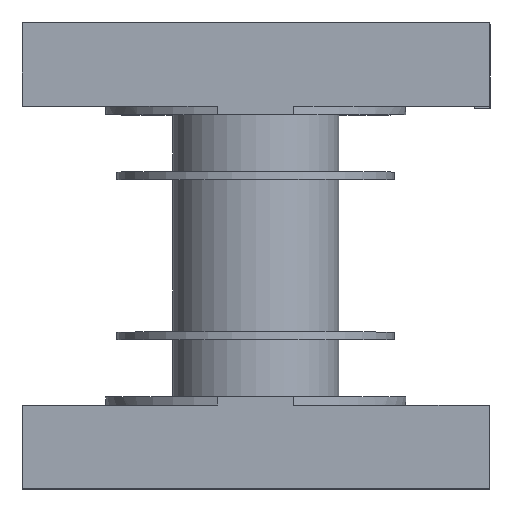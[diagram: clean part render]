
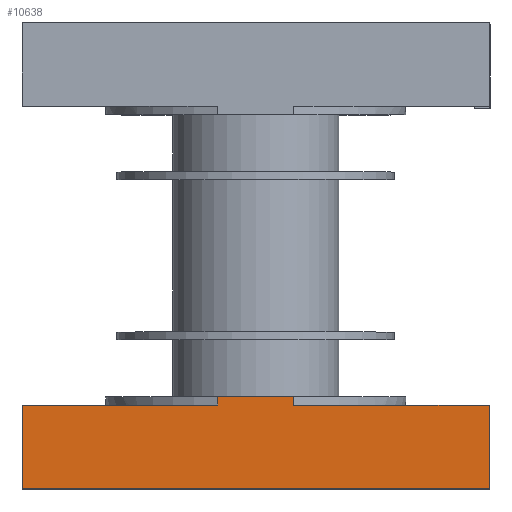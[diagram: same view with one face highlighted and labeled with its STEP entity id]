
A CAD part, top view. The second image highlights one B-rep face of the part: STEP entity #10638.
In plain terms, the highlighted planar face has unit normal (0, 0, 1).
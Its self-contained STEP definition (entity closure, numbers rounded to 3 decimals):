
#7740=CARTESIAN_POINT('',(-30.65,-19.6,39.3));
#7741=VERTEX_POINT('',#7740);
#7748=CARTESIAN_POINT('',(-15.623,-19.6,39.3));
#7749=VERTEX_POINT('',#7748);
#7750=CARTESIAN_POINT('',(-30.65,-19.6,39.3));
#7751=DIRECTION('',(1.0,0.0,0.0));
#7752=VECTOR('',#7751,15.027);
#7753=LINE('',#7750,#7752);
#7754=EDGE_CURVE('',#7741,#7749,#7753,.T.);
#8985=CARTESIAN_POINT('',(15.623,-19.6,39.3));
#8986=VERTEX_POINT('',#8985);
#9640=CARTESIAN_POINT('',(-5.,-19.6,39.3));
#9641=VERTEX_POINT('',#9640);
#9642=CARTESIAN_POINT('',(-15.623,-19.6,39.3));
#9643=DIRECTION('',(1.0,0.0,0.0));
#9644=VECTOR('',#9643,10.623);
#9645=LINE('',#9642,#9644);
#9646=EDGE_CURVE('',#7749,#9641,#9645,.T.);
#10279=CARTESIAN_POINT('',(-5.,-18.5,39.3));
#10280=VERTEX_POINT('',#10279);
#10287=CARTESIAN_POINT('',(5.,-18.5,39.3));
#10288=VERTEX_POINT('',#10287);
#10289=CARTESIAN_POINT('',(5.,-18.5,39.3));
#10290=DIRECTION('',(-1.0,0.0,0.0));
#10291=VECTOR('',#10290,10.0);
#10292=LINE('',#10289,#10291);
#10293=EDGE_CURVE('',#10288,#10280,#10292,.T.);
#10339=CARTESIAN_POINT('',(30.65,-19.6,39.3));
#10340=VERTEX_POINT('',#10339);
#10341=CARTESIAN_POINT('',(15.623,-19.6,39.3));
#10342=DIRECTION('',(1.0,0.0,0.0));
#10343=VECTOR('',#10342,15.027);
#10344=LINE('',#10341,#10343);
#10345=EDGE_CURVE('',#8986,#10340,#10344,.T.);
#10459=CARTESIAN_POINT('',(-30.65,-30.6,39.3));
#10460=VERTEX_POINT('',#10459);
#10475=CARTESIAN_POINT('',(30.65,-30.6,39.3));
#10476=VERTEX_POINT('',#10475);
#10483=CARTESIAN_POINT('',(-30.65,-30.6,39.3));
#10484=DIRECTION('',(1.0,0.0,0.0));
#10485=VECTOR('',#10484,61.3);
#10486=LINE('',#10483,#10485);
#10487=EDGE_CURVE('',#10460,#10476,#10486,.T.);
#10590=CARTESIAN_POINT('',(-30.65,-19.6,39.3));
#10591=DIRECTION('',(0.0,-1.0,0.0));
#10592=VECTOR('',#10591,11.0);
#10593=LINE('',#10590,#10592);
#10594=EDGE_CURVE('',#7741,#10460,#10593,.T.);
#10599=CARTESIAN_POINT('',(-33.715,-31.205,39.3));
#10600=DIRECTION('',(0.0,0.0,-1.0));
#10601=DIRECTION('',(0.0,1.0,0.0));
#10602=AXIS2_PLACEMENT_3D('',#10599,#10600,#10601);
#10603=PLANE('',#10602);
#10604=CARTESIAN_POINT('',(-5.,-19.6,39.3));
#10605=DIRECTION('',(0.0,1.0,0.0));
#10606=VECTOR('',#10605,1.1);
#10607=LINE('',#10604,#10606);
#10608=EDGE_CURVE('',#9641,#10280,#10607,.T.);
#10609=ORIENTED_EDGE('',*,*,#10608,.F.);
#10610=ORIENTED_EDGE('',*,*,#9646,.F.);
#10611=ORIENTED_EDGE('',*,*,#7754,.F.);
#10612=ORIENTED_EDGE('',*,*,#10594,.T.);
#10613=ORIENTED_EDGE('',*,*,#10487,.T.);
#10614=CARTESIAN_POINT('',(30.65,-19.6,39.3));
#10615=DIRECTION('',(0.0,-1.0,0.0));
#10616=VECTOR('',#10615,11.0);
#10617=LINE('',#10614,#10616);
#10618=EDGE_CURVE('',#10340,#10476,#10617,.T.);
#10619=ORIENTED_EDGE('',*,*,#10618,.F.);
#10620=ORIENTED_EDGE('',*,*,#10345,.F.);
#10621=CARTESIAN_POINT('',(5.,-19.6,39.3));
#10622=VERTEX_POINT('',#10621);
#10623=CARTESIAN_POINT('',(5.,-19.6,39.3));
#10624=DIRECTION('',(1.0,0.0,0.0));
#10625=VECTOR('',#10624,10.623);
#10626=LINE('',#10623,#10625);
#10627=EDGE_CURVE('',#10622,#8986,#10626,.T.);
#10628=ORIENTED_EDGE('',*,*,#10627,.F.);
#10629=CARTESIAN_POINT('',(5.,-19.6,39.3));
#10630=DIRECTION('',(0.0,1.0,0.0));
#10631=VECTOR('',#10630,1.1);
#10632=LINE('',#10629,#10631);
#10633=EDGE_CURVE('',#10622,#10288,#10632,.T.);
#10634=ORIENTED_EDGE('',*,*,#10633,.T.);
#10635=ORIENTED_EDGE('',*,*,#10293,.T.);
#10636=EDGE_LOOP('',(#10609,#10610,#10611,#10612,#10613,#10619,#10620,#10628,#10634,#10635));
#10637=FACE_OUTER_BOUND('',#10636,.T.);
#10638=ADVANCED_FACE('',(#10637),#10603,.F.);
